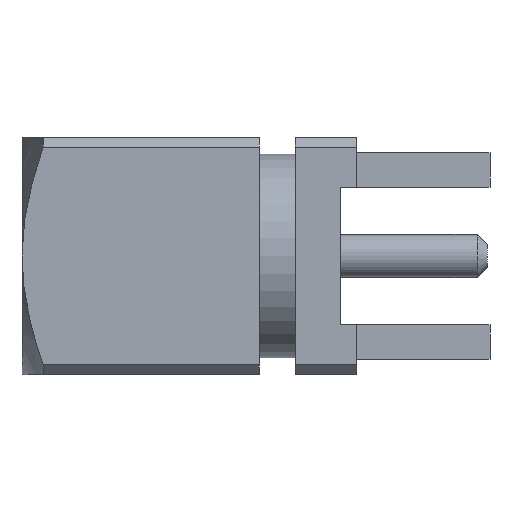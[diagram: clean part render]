
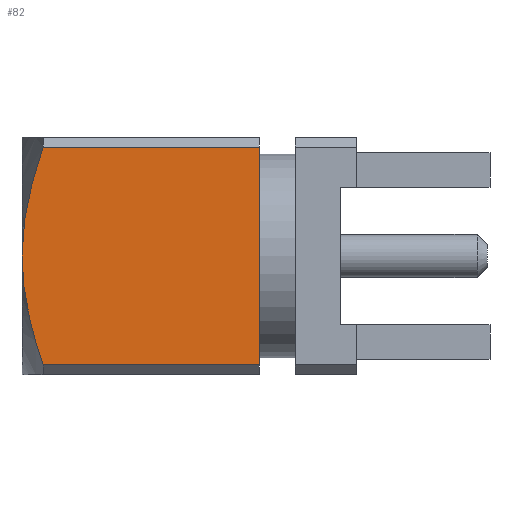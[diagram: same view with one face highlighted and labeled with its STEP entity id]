
A CAD part, front view. The second image highlights one B-rep face of the part: STEP entity #82.
In plain terms, the highlighted planar face has unit normal (0, -1, 0).
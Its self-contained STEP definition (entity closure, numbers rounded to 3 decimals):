
#82 = ADVANCED_FACE( '', ( #170 ), #171, .F. );
#170 = FACE_OUTER_BOUND( '', #351, .T. );
#171 = PLANE( '', #352 );
#351 = EDGE_LOOP( '', ( #580, #581, #582, #583, #584 ) );
#352 = AXIS2_PLACEMENT_3D( '', #585, #586, #587 );
#580 = ORIENTED_EDGE( '', *, *, #1113, .F. );
#581 = ORIENTED_EDGE( '', *, *, #1095, .F. );
#582 = ORIENTED_EDGE( '', *, *, #1074, .T. );
#583 = ORIENTED_EDGE( '', *, *, #1114, .F. );
#584 = ORIENTED_EDGE( '', *, *, #1115, .F. );
#585 = CARTESIAN_POINT( '', ( 13.36, -3.5, 3.21 ) );
#586 = DIRECTION( '', ( 0., 1., 0. ) );
#587 = DIRECTION( '', ( 0., 0., 1. ) );
#1074 = EDGE_CURVE( '', #1238, #1239, #1240, .T. );
#1095 = EDGE_CURVE( '', #1238, #1280, #1281, .T. );
#1113 = EDGE_CURVE( '', #1280, #1313, #1314, .T. );
#1114 = EDGE_CURVE( '', #1315, #1239, #1316, .T. );
#1115 = EDGE_CURVE( '', #1313, #1315, #1317, .T. );
#1238 = VERTEX_POINT( '', #1518 );
#1239 = VERTEX_POINT( '', #1519 );
#1240 = LINE( '', #1520, #1521 );
#1280 = VERTEX_POINT( '', #1581 );
#1281 = LINE( '', #1582, #1583 );
#1313 = VERTEX_POINT( '', #1632 );
#1314 = LINE( '', #1633, #1634 );
#1315 = VERTEX_POINT( '', #1635 );
#1316 = B_SPLINE_CURVE_WITH_KNOTS( '', 3, ( #1636, #1637, #1638, #1639, #1640, #1641, #1642, #1643 ), .UNSPECIFIED., .F., .F., ( 4, 2, 2, 4 ), ( 0.007, 0.008, 0.009, 0.01 ), .UNSPECIFIED. );
#1317 = B_SPLINE_CURVE_WITH_KNOTS( '', 3, ( #1644, #1645, #1646, #1647, #1648, #1649 ), .UNSPECIFIED., .F., .F., ( 4, 2, 4 ), ( 0.004, 0.005, 0.007 ), .UNSPECIFIED. );
#1518 = CARTESIAN_POINT( '', ( 3.5, -3.5, 3.21 ) );
#1519 = CARTESIAN_POINT( '', ( -2.878, -3.5, 3.21 ) );
#1520 = CARTESIAN_POINT( '', ( 13.36, -3.5, 3.21 ) );
#1521 = VECTOR( '', #1974, 1000. );
#1581 = CARTESIAN_POINT( '', ( 3.5, -3.5, -3.21 ) );
#1582 = CARTESIAN_POINT( '', ( 3.5, -3.5, 0. ) );
#1583 = VECTOR( '', #1998, 1000. );
#1632 = CARTESIAN_POINT( '', ( -2.878, -3.5, -3.21 ) );
#1633 = CARTESIAN_POINT( '', ( 13.36, -3.5, -3.21 ) );
#1634 = VECTOR( '', #2016, 1000. );
#1635 = CARTESIAN_POINT( '', ( -3.5, -3.5, 0. ) );
#1636 = CARTESIAN_POINT( '', ( -3.5, -3.5, 0. ) );
#1637 = CARTESIAN_POINT( '', ( -3.5, -3.5, 0.273 ) );
#1638 = CARTESIAN_POINT( '', ( -3.484, -3.5, 0.55 ) );
#1639 = CARTESIAN_POINT( '', ( -3.421, -3.5, 1.098 ) );
#1640 = CARTESIAN_POINT( '', ( -3.376, -3.5, 1.368 ) );
#1641 = CARTESIAN_POINT( '', ( -3.207, -3.5, 2.169 ) );
#1642 = CARTESIAN_POINT( '', ( -3.052, -3.5, 2.692 ) );
#1643 = CARTESIAN_POINT( '', ( -2.878, -3.5, 3.21 ) );
#1644 = CARTESIAN_POINT( '', ( -2.878, -3.5, -3.21 ) );
#1645 = CARTESIAN_POINT( '', ( -3.053, -3.5, -2.689 ) );
#1646 = CARTESIAN_POINT( '', ( -3.21, -3.5, -2.158 ) );
#1647 = CARTESIAN_POINT( '', ( -3.434, -3.5, -1.088 ) );
#1648 = CARTESIAN_POINT( '', ( -3.5, -3.5, -0.548 ) );
#1649 = CARTESIAN_POINT( '', ( -3.5, -3.5, 0. ) );
#1974 = DIRECTION( '', ( -1., 0., 0. ) );
#1998 = DIRECTION( '', ( 0., 0., -1. ) );
#2016 = DIRECTION( '', ( -1., 0., 0. ) );
